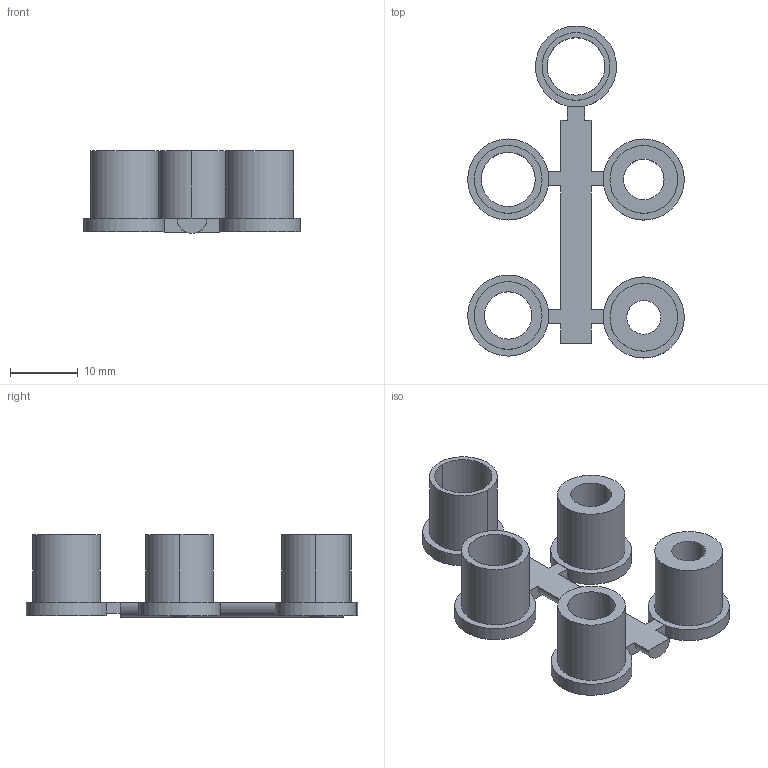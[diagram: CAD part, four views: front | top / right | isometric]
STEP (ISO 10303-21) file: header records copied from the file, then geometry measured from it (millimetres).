
FILE_DESCRIPTION (( 'STEP AP214' ), '1' );
FILE_NAME ('FM1027_3D.step', '2023-10-04T16:30:35', ( '' ), ( '' ), 'SwSTEP 2.0', 'SolidWorks 2022', '' );
FILE_SCHEMA (( 'AUTOMOTIVE_DESIGN' ));
Length unit declared in the file: inch
Products named in the file (7): FM1027_3D; Copy of GROM-9&15-MA2^FM1027_SDC15G-4; Copy of GROM-9&15-MA2^FM1027_SDC15G-1; Copy of GROM-9&15-MA2^FM1027_SDC15G-2; Copy of GROM-9&15-MA2^FM1027_SDC15G-5; Copy of GROM-9&15-MA1^FM1027; Copy of GROM-9&15-MA2^FM1027_SDC15G-3
Assembly tree (6 placements, depth 2):
  FM1027_3D
    Copy of GROM-9&15-MA1^FM1027
    Copy of GROM-9&15-MA2^FM1027_SDC15G-1
    Copy of GROM-9&15-MA2^FM1027_SDC15G-2
    Copy of GROM-9&15-MA2^FM1027_SDC15G-3
    Copy of GROM-9&15-MA2^FM1027_SDC15G-4
    Copy of GROM-9&15-MA2^FM1027_SDC15G-5
Bounding box: 32.03 x 49.09 x 12.22 mm (x, y, z)
Volume: 3042.8 mm3; surface area: 4477.5 mm2
Topology: 6 solids, 6 shells, 70 faces, 159 edges, 106 vertices
Faces by surface type: plane 43, cylinder 27
Entity records: 2329 total; most frequent: DIRECTION 379, CARTESIAN_POINT 344, ORIENTED_EDGE 318, EDGE_CURVE 159, AXIS2_PLACEMENT_3D 141, VERTEX_POINT 106, LINE 97, VECTOR 97
